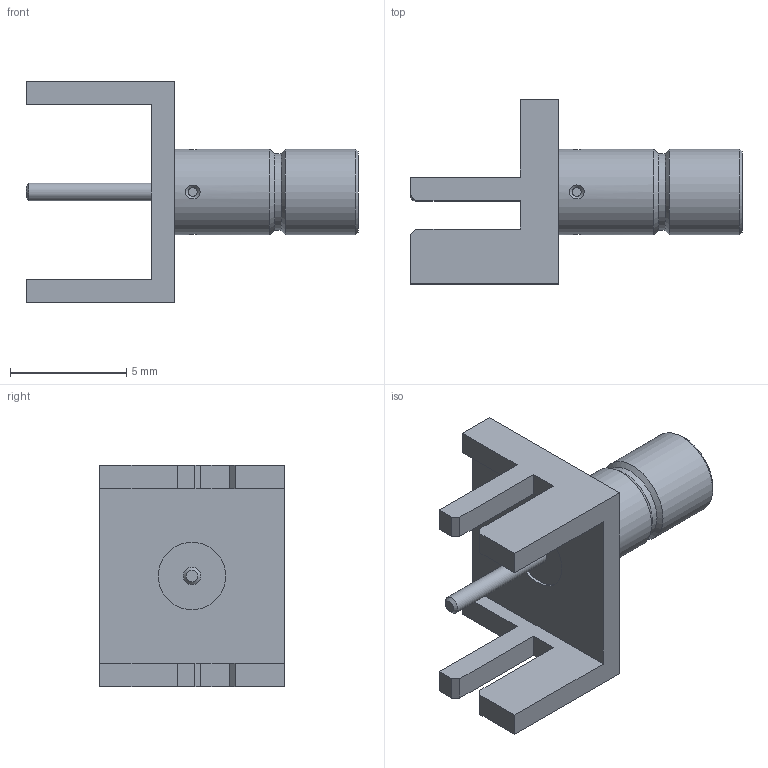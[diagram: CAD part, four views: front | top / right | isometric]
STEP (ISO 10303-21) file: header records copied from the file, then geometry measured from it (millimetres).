
FILE_DESCRIPTION (( 'STEP AP203' ), '1' );
FILE_NAME ('FMCN44132_3D.step', '2022-11-28T23:20:52', ( '' ), ( '' ), 'SwSTEP 2.0', 'SolidWorks 2021', '' );
FILE_SCHEMA (( 'CONFIG_CONTROL_DESIGN' ));
Length unit declared in the file: inch
Products named in the file (1): FMCN44132_3D
Bounding box: 14.27 x 7.92 x 9.53 mm (x, y, z)
Volume: 181.9 mm3; surface area: 451.8 mm2
Topology: 1 solids, 1 shells, 60 faces, 142 edges, 92 vertices
Faces by surface type: plane 35, cylinder 15, cone 10
Full cylindrical faces by diameter (mm): 0.508 x1, 0.762 x1, 2.901 x2, 3.301 x1, 3.698 x2
Entity records: 1695 total; most frequent: CARTESIAN_POINT 345, DIRECTION 254, ORIENTED_EDGE 236, EDGE_CURVE 118, AXIS2_PLACEMENT_3D 91, EDGE_LOOP 86, VERTEX_POINT 86, VECTOR 72
